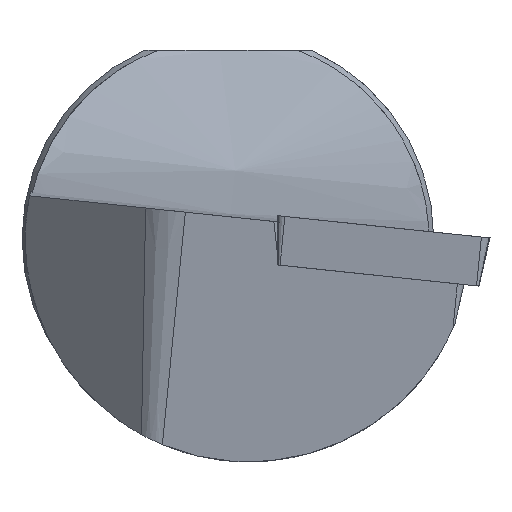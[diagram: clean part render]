
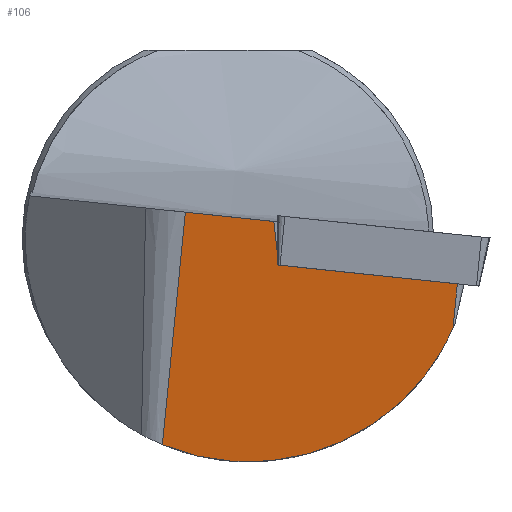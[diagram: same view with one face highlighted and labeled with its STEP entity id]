
A CAD part, left-side view. The second image highlights one B-rep face of the part: STEP entity #106.
In plain terms, the highlighted planar face has unit normal (-0.991, 0.064, -0.116).
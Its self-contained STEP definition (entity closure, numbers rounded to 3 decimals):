
#106=ADVANCED_FACE('',(#154),#138,.T.);
#138=PLANE('',#594);
#154=FACE_OUTER_BOUND('',#185,.T.);
#185=EDGE_LOOP('',(#225,#226,#227,#228,#229,#230));
#218=ELLIPSE('',#593,10.946,10.85);
#225=ORIENTED_EDGE('',*,*,#438,.F.);
#226=ORIENTED_EDGE('',*,*,#439,.F.);
#227=ORIENTED_EDGE('',*,*,#440,.F.);
#228=ORIENTED_EDGE('',*,*,#441,.T.);
#229=ORIENTED_EDGE('',*,*,#442,.T.);
#230=ORIENTED_EDGE('',*,*,#443,.F.);
#385=VERTEX_POINT('',#799);
#386=VERTEX_POINT('',#800);
#387=VERTEX_POINT('',#802);
#388=VERTEX_POINT('',#804);
#389=VERTEX_POINT('',#806);
#390=VERTEX_POINT('',#808);
#438=EDGE_CURVE('',#385,#386,#518,.T.);
#439=EDGE_CURVE('',#387,#385,#519,.T.);
#440=EDGE_CURVE('',#388,#387,#520,.T.);
#441=EDGE_CURVE('',#388,#389,#218,.T.);
#442=EDGE_CURVE('',#389,#390,#521,.T.);
#443=EDGE_CURVE('',#386,#390,#522,.T.);
#518=LINE('',#798,#555);
#519=LINE('',#801,#556);
#520=LINE('',#803,#557);
#521=LINE('',#807,#558);
#522=LINE('',#809,#559);
#555=VECTOR('',#650,1.);
#556=VECTOR('',#651,1.);
#557=VECTOR('',#652,1.);
#558=VECTOR('',#655,1.);
#559=VECTOR('',#656,1.);
#593=AXIS2_PLACEMENT_3D('',#805,#653,#654);
#594=AXIS2_PLACEMENT_3D('',#810,#657,#658);
#650=DIRECTION('',(0.108,-0.11,-0.988));
#651=DIRECTION('',(-0.052,-0.993,-0.104));
#652=DIRECTION('',(-0.122,-0.097,0.988));
#653=DIRECTION('',(-0.991,0.064,-0.116));
#654=DIRECTION('',(0.132,0.48,-0.867));
#655=DIRECTION('',(-0.122,-0.097,0.988));
#656=DIRECTION('',(-0.052,-0.993,-0.104));
#657=DIRECTION('',(-0.991,0.064,-0.116));
#658=DIRECTION('',(-0.116,0.,0.993));
#798=CARTESIAN_POINT('',(0.965,-2.406,-0.751));
#799=CARTESIAN_POINT('',(0.792,-2.231,0.83));
#800=CARTESIAN_POINT('',(1.024,-2.466,-1.286));
#801=CARTESIAN_POINT('',(0.314,-11.348,-0.128));
#802=CARTESIAN_POINT('',(1.017,2.067,1.282));
#803=CARTESIAN_POINT('',(0.981,2.038,1.581));
#804=CARTESIAN_POINT('',(2.409,3.181,-10.012));
#805=CARTESIAN_POINT('',(0.969,-1.,0.));
#806=CARTESIAN_POINT('',(0.837,-10.929,-4.374));
#807=CARTESIAN_POINT('',(0.278,-11.378,0.171));
#808=CARTESIAN_POINT('',(0.569,-11.144,-2.198));
#809=CARTESIAN_POINT('',(0.569,-11.144,-2.198));
#810=CARTESIAN_POINT('',(0.278,-11.378,0.171));
